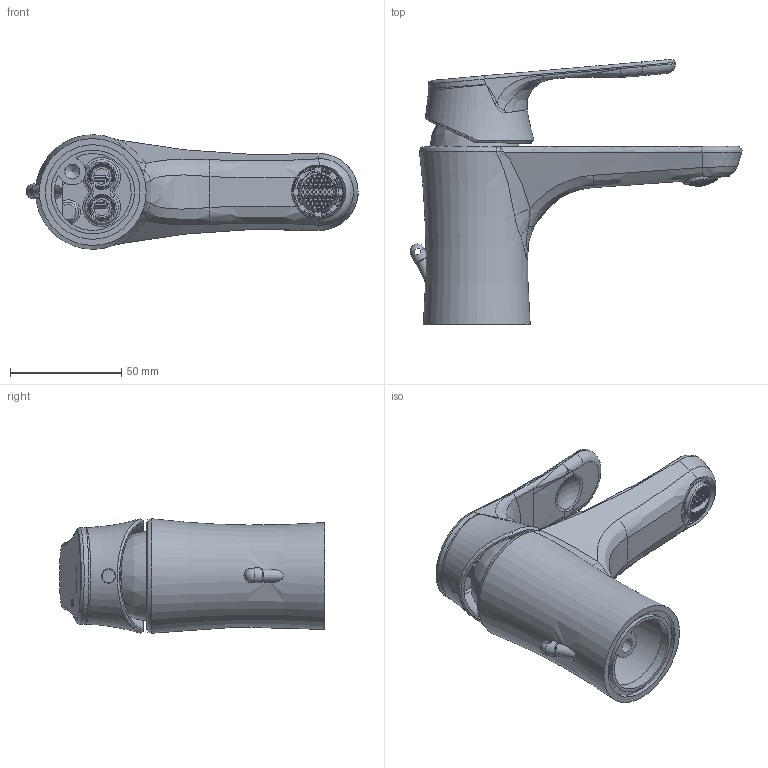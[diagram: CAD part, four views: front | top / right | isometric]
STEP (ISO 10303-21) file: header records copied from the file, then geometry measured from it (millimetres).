
FILE_DESCRIPTION((''),'2;1');
FILE_NAME('1022 LAVABO ENTER MONOMANDO.stp','2014-10-20T09:04:21',('Usuario'),(''),'Autodesk Inventor 2013','Autodesk Inventor 2013','');
FILE_SCHEMA(('AUTOMOTIVE_DESIGN { 1 0 10303 214 1 1 1 1 }'));
Length unit declared in the file: millimetre
Products named in the file (1): 1022 LAVABO ENTER MONOMANDO
Bounding box: 149.15 x 119.08 x 51.45 mm (x, y, z)
Volume: 100114 mm3; surface area: 68941.3 mm2
Topology: 8 solids, 8 shells, 1093 faces, 3280 edges, 2101 vertices
Faces by surface type: plane 734, bspline 144, cylinder 122, torus 52, cone 29, sphere 12
Full cylindrical faces by diameter (mm): 3 x1, 4.2 x1, 5 x3, 5.5 x1, 6.1 x1, 6.5 x1, 6.75 x1, 6.8 x1, 7 x2, 9 x4, 10.7 x2, 15 x1, 16 x1, 18 x1, 20.3 x1, 20.5 x1, 22 x1, 22.5 x1, 23 x1, 24.3 x1, 30 x1, 34 x1, 35.5 x2, 37.5 x1, 42.5 x1
Entity records: 48420 total; most frequent: CARTESIAN_POINT 19200, ORIENTED_EDGE 6310, DIRECTION 5840, EDGE_CURVE 3155, VERTEX_POINT 2072, AXIS2_PLACEMENT_3D 2008, VECTOR 1824, LINE 1824
